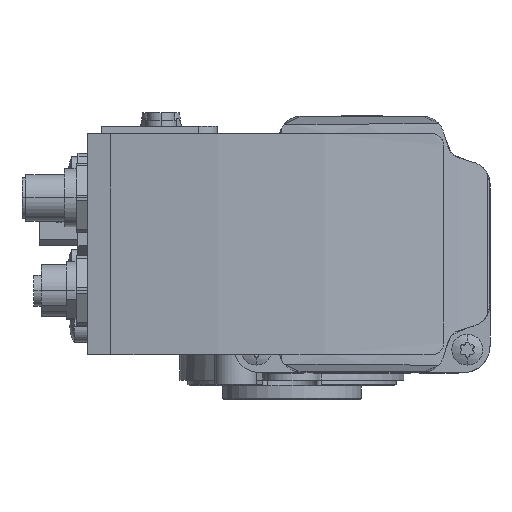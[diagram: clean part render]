
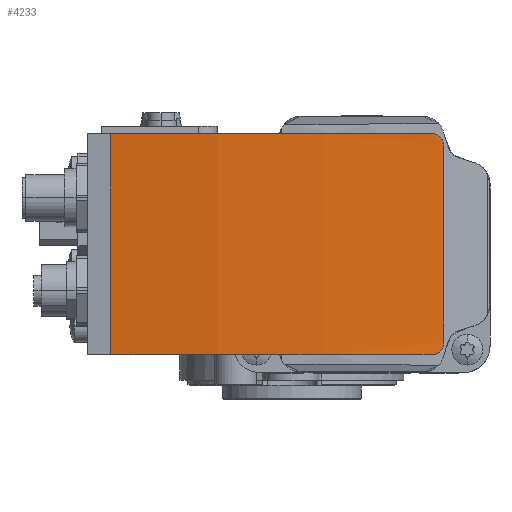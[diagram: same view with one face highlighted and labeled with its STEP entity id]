
A CAD part, left-side view. The second image highlights one B-rep face of the part: STEP entity #4233.
In plain terms, the highlighted cylindrical face has radius 300 mm (diameter 600 mm), a partial arc.
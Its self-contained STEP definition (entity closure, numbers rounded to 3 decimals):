
#4233=ADVANCED_FACE('',(#12646),#12647,.T.);
#4249=EDGE_CURVE('',#12670,#12671,#12672,.T.);
#4251=EDGE_CURVE('',#12674,#12670,#12675,.T.);
#4253=EDGE_CURVE('',#12677,#12674,#12678,.T.);
#4255=EDGE_CURVE('',#12680,#12677,#12681,.T.);
#4257=EDGE_CURVE('',#12683,#12680,#12684,.T.);
#4259=EDGE_CURVE('',#12671,#12683,#12686,.T.);
#12646=FACE_OUTER_BOUND('',#24317,.T.);
#12647=CYLINDRICAL_SURFACE('',#24318,300.0);
#12670=VERTEX_POINT('',#24342);
#12671=VERTEX_POINT('',#24343);
#12672=B_SPLINE_CURVE_WITH_KNOTS('',3,(#24344,#24345,#24346,#24347,#24348,#24349,#24350,#24351,#24352,#24353,#24354,#24355,#24356,#24357,#24358,#24359,#24360,#24361),.UNSPECIFIED.,.F.,.F.,(4,2,2,2,2,2,2,2,4),(4.539,5.11,5.681,6.252,6.822,7.387,7.952,8.517,9.082),.UNSPECIFIED.);
#12674=VERTEX_POINT('',#24364);
#12675=CIRCLE('',#24365,300.0);
#12677=VERTEX_POINT('',#24368);
#12678=LINE('',#24369,#24370);
#12680=VERTEX_POINT('',#24373);
#12681=CIRCLE('',#24374,300.0);
#12683=VERTEX_POINT('',#24377);
#12684=B_SPLINE_CURVE_WITH_KNOTS('',3,(#24378,#24379,#24380,#24381,#24382,#24383,#24384,#24385,#24386,#24387,#24388,#24389,#24390,#24391,#24392,#24393,#24394,#24395),.UNSPECIFIED.,.F.,.F.,(4,2,2,2,2,2,2,2,4),(9.082,9.648,10.214,10.78,11.346,11.916,12.485,13.054,13.624),.UNSPECIFIED.);
#12686=LINE('',#24398,#24399);
#24317=EDGE_LOOP('',(#43951,#43952,#43953,#43954,#43955,#43956));
#24318=AXIS2_PLACEMENT_3D('',#43957,#43958,#43959);
#24342=CARTESIAN_POINT('',(-4.808,-25.6,28.6));
#24343=CARTESIAN_POINT('',(-4.388,-28.6,25.6));
#24344=CARTESIAN_POINT('',(-4.808,-25.6,28.6));
#24345=CARTESIAN_POINT('',(-4.782,-25.789,28.6));
#24346=CARTESIAN_POINT('',(-4.756,-25.984,28.582));
#24347=CARTESIAN_POINT('',(-4.703,-26.372,28.506));
#24348=CARTESIAN_POINT('',(-4.676,-26.565,28.448));
#24349=CARTESIAN_POINT('',(-4.625,-26.935,28.294));
#24350=CARTESIAN_POINT('',(-4.6,-27.112,28.198));
#24351=CARTESIAN_POINT('',(-4.554,-27.441,27.977));
#24352=CARTESIAN_POINT('',(-4.532,-27.592,27.851));
#24353=CARTESIAN_POINT('',(-4.495,-27.858,27.585));
#24354=CARTESIAN_POINT('',(-4.477,-27.982,27.435));
#24355=CARTESIAN_POINT('',(-4.446,-28.201,27.108));
#24356=CARTESIAN_POINT('',(-4.432,-28.296,26.931));
#24357=CARTESIAN_POINT('',(-4.41,-28.448,26.562));
#24358=CARTESIAN_POINT('',(-4.401,-28.506,26.37));
#24359=CARTESIAN_POINT('',(-4.39,-28.582,25.983));
#24360=CARTESIAN_POINT('',(-4.388,-28.6,25.788));
#24361=CARTESIAN_POINT('',(-4.388,-28.6,25.6));
#24364=CARTESIAN_POINT('',(-4.388,57.6,28.6));
#24365=AXIS2_PLACEMENT_3D('',#44018,#44019,#44020);
#24368=CARTESIAN_POINT('',(-4.388,57.6,-28.6));
#24369=CARTESIAN_POINT('',(-4.388,57.6,0.0));
#24370=VECTOR('',#44021,1.0);
#24373=CARTESIAN_POINT('',(-4.808,-25.6,-28.6));
#24374=AXIS2_PLACEMENT_3D('',#44022,#44023,#44024);
#24377=CARTESIAN_POINT('',(-4.388,-28.6,-25.6));
#24378=CARTESIAN_POINT('',(-4.388,-28.6,-25.6));
#24379=CARTESIAN_POINT('',(-4.388,-28.6,-25.789));
#24380=CARTESIAN_POINT('',(-4.39,-28.582,-25.984));
#24381=CARTESIAN_POINT('',(-4.402,-28.506,-26.372));
#24382=CARTESIAN_POINT('',(-4.41,-28.448,-26.565));
#24383=CARTESIAN_POINT('',(-4.432,-28.294,-26.934));
#24384=CARTESIAN_POINT('',(-4.446,-28.199,-27.111));
#24385=CARTESIAN_POINT('',(-4.477,-27.979,-27.438));
#24386=CARTESIAN_POINT('',(-4.495,-27.854,-27.589));
#24387=CARTESIAN_POINT('',(-4.533,-27.588,-27.855));
#24388=CARTESIAN_POINT('',(-4.554,-27.437,-27.98));
#24389=CARTESIAN_POINT('',(-4.601,-27.109,-28.2));
#24390=CARTESIAN_POINT('',(-4.625,-26.932,-28.296));
#24391=CARTESIAN_POINT('',(-4.677,-26.562,-28.449));
#24392=CARTESIAN_POINT('',(-4.703,-26.37,-28.506));
#24393=CARTESIAN_POINT('',(-4.756,-25.983,-28.582));
#24394=CARTESIAN_POINT('',(-4.783,-25.788,-28.6));
#24395=CARTESIAN_POINT('',(-4.808,-25.6,-28.6));
#24398=CARTESIAN_POINT('',(-4.388,-28.6,0.0));
#24399=VECTOR('',#44025,1.0);
#43951=ORIENTED_EDGE('',*,*,#4249,.F.);
#43952=ORIENTED_EDGE('',*,*,#4251,.F.);
#43953=ORIENTED_EDGE('',*,*,#4253,.F.);
#43954=ORIENTED_EDGE('',*,*,#4255,.F.);
#43955=ORIENTED_EDGE('',*,*,#4257,.F.);
#43956=ORIENTED_EDGE('',*,*,#4259,.F.);
#43957=CARTESIAN_POINT('',(292.5,14.5,28.6));
#43958=DIRECTION('',(0.0,-0.0,-1.0));
#43959=DIRECTION('',(-0.99,-0.144,0.0));
#44018=CARTESIAN_POINT('',(292.5,14.5,28.6));
#44019=DIRECTION('',(0.0,0.0,1.0));
#44020=DIRECTION('',(-0.99,-0.144,0.0));
#44021=DIRECTION('',(0.0,0.0,1.0));
#44022=CARTESIAN_POINT('',(292.5,14.5,-28.6));
#44023=DIRECTION('',(-0.0,0.0,-1.0));
#44024=DIRECTION('',(-0.99,-0.144,0.0));
#44025=DIRECTION('',(0.0,0.0,-1.0));
